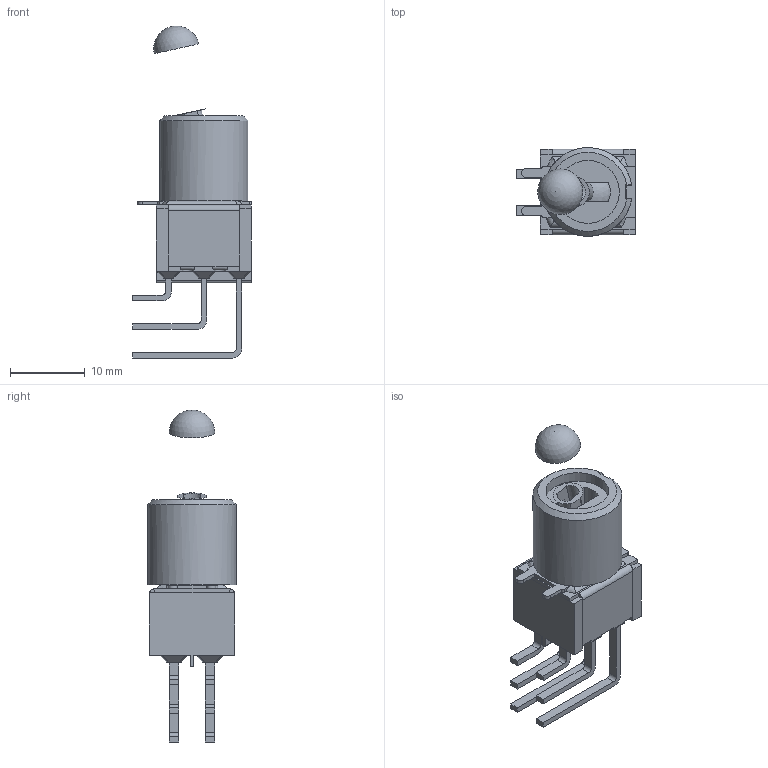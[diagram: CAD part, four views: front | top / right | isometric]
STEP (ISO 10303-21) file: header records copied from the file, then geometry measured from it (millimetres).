
FILE_DESCRIPTION(/* description */ (''),/* implementation_level */ '2;1');
FILE_NAME(/* name */ '100DPxT7B13M7xE.stp',/* time_stamp */ '2026-01-14T12:26:00-06:00',/* author */ ('jmeyers'),/* organization */ (''),/* preprocessor_version */ 'ST-DEVELOPER v18.1',/* originating_system */ 'Autodesk Inventor 2022',/* authorisation */ '');
FILE_SCHEMA (('AUTOMOTIVE_DESIGN { 1 0 10303 214 3 1 1 }'));
Length unit declared in the file: inch
Products named in the file (1): Part18
Bounding box: 15.88 x 11.85 x 44.31 mm (x, y, z)
Volume: 2055.7 mm3; surface area: 3075.7 mm2
Topology: 1 solids, 2 shells, 394 faces, 1025 edges, 629 vertices
Faces by surface type: plane 277, cylinder 86, sphere 26, cone 3, torus 2
Full cylindrical faces by diameter (mm): 8.4 x2
Entity records: 11790 total; most frequent: CARTESIAN_POINT 2100, ORIENTED_EDGE 1998, DIRECTION 1986, EDGE_CURVE 999, LINE 786, VECTOR 786, VERTEX_POINT 629, AXIS2_PLACEMENT_3D 600
